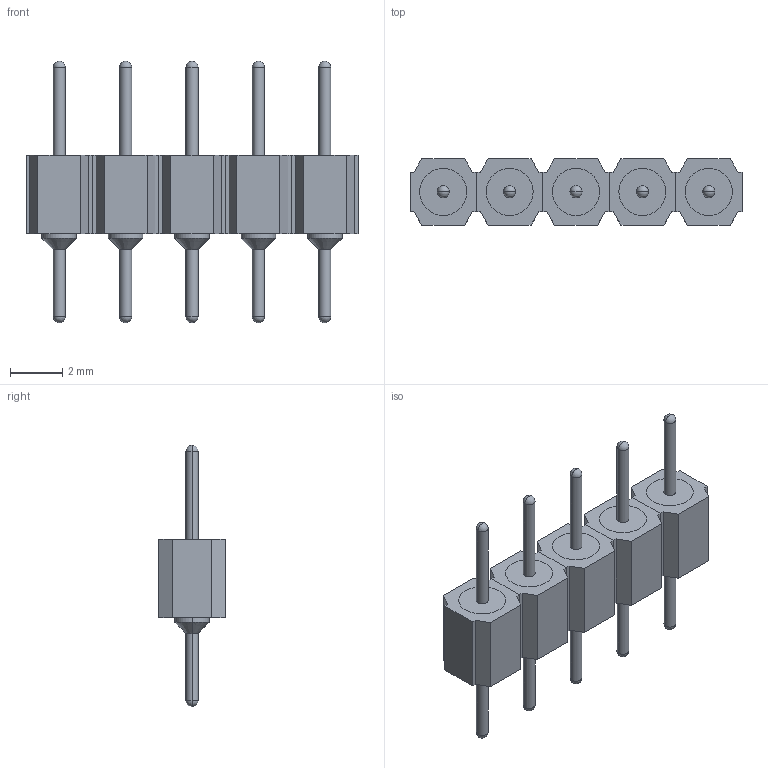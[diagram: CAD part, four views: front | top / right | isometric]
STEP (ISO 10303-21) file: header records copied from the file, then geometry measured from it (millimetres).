
FILE_DESCRIPTION (( 'STEP AP203' ), '1' );
FILE_NAME ('Male Header.STEP', '2023-12-22T15:01:08', ( '' ), ( '' ), 'SwSTEP 2.0', 'SolidWorks 2023', '' );
FILE_SCHEMA (( 'CONFIG_CONTROL_DESIGN' ));
Length unit declared in the file: metre
Products named in the file (2): Male Header; Male Header 1
Assembly tree (5 placements, depth 2):
  Male Header
    Male Header 1  x5
Bounding box: 12.7 x 2.54 x 10 mm (x, y, z)
Volume: 95.2 mm3; surface area: 391.8 mm2
Topology: 10 solids, 10 shells, 175 faces, 430 edges, 270 vertices
Faces by surface type: plane 85, cylinder 60, sphere 20, cone 10
Entity records: 1298 total; most frequent: DIRECTION 192, CARTESIAN_POINT 171, ORIENTED_EDGE 156, EDGE_CURVE 78, AXIS2_PLACEMENT_3D 71, LINE 50, VERTEX_POINT 50, VECTOR 50
